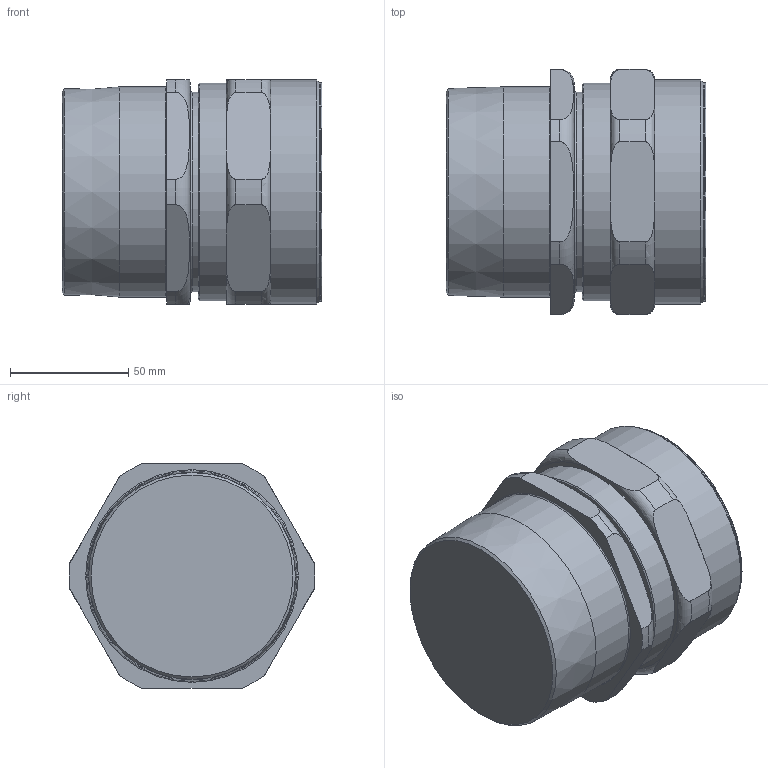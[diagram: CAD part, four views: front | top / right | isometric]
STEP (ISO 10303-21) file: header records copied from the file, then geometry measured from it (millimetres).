
FILE_DESCRIPTION(/* description */ (''),/* implementation_level */ '2;1');
FILE_NAME(/* name */ '150 RAC X F_3_NPT.stp',/* time_stamp */ '2021-04-25T23:13:55+06:00',/* author */ ('vinaykumark'),/* organization */ (''),/* preprocessor_version */ 'ST-DEVELOPER v18',/* originating_system */ 'Autodesk Inventor 2020',/* authorisation */ '');
FILE_SCHEMA (('AUTOMOTIVE_DESIGN { 1 0 10303 214 3 1 1 }'));
Length unit declared in the file: inch
Products named in the file (1): 150 RAC X F_3_NPT
Bounding box: 109.85 x 103.94 x 95 mm (x, y, z)
Volume: 1032511.6 mm3; surface area: 112075.9 mm2
Topology: 6 solids, 6 shells, 162 faces, 480 edges, 332 vertices
Faces by surface type: torus 51, cone 45, cylinder 36, plane 26, sphere 4
Full cylindrical faces by diameter (mm): 1.4 x12, 68.3 x1, 77.55 x1, 83.4 x1, 84.1 x3, 84.4 x1, 87.312 x1, 88.9 x1, 92.15 x1, 92.52 x1, 94.84 x1
Entity records: 6257 total; most frequent: CARTESIAN_POINT 1454, DIRECTION 1105, ORIENTED_EDGE 944, AXIS2_PLACEMENT_3D 497, EDGE_CURVE 472, CIRCLE 334, VERTEX_POINT 328, EDGE_LOOP 168
